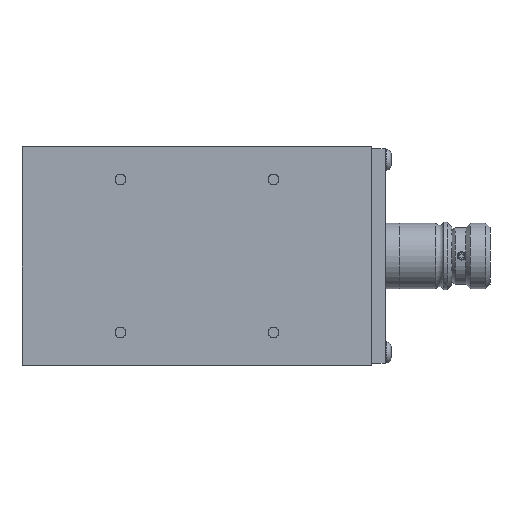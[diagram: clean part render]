
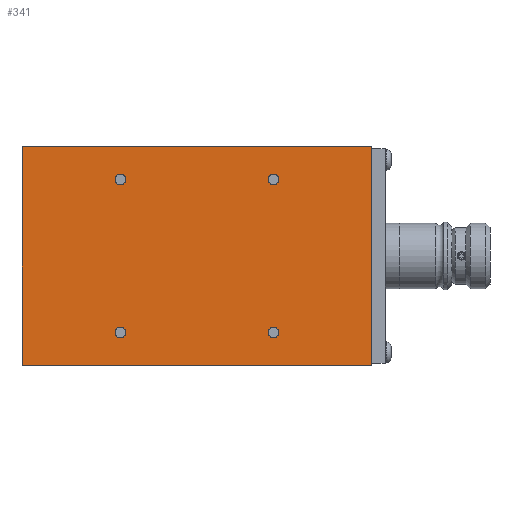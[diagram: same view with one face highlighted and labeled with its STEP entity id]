
A CAD part, top view. The second image highlights one B-rep face of the part: STEP entity #341.
In plain terms, the highlighted face is planar.
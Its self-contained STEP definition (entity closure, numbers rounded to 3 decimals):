
#341 = ADVANCED_FACE( '', ( #744, #745, #746, #747, #748 ), #749, .F. );
#744 = FACE_BOUND( '', #1322, .T. );
#745 = FACE_BOUND( '', #1323, .T. );
#746 = FACE_BOUND( '', #1324, .T. );
#747 = FACE_BOUND( '', #1325, .T. );
#748 = FACE_OUTER_BOUND( '', #1326, .T. );
#749 = PLANE( '', #1327 );
#1322 = EDGE_LOOP( '', ( #1996 ) );
#1323 = EDGE_LOOP( '', ( #1997 ) );
#1324 = EDGE_LOOP( '', ( #1998 ) );
#1325 = EDGE_LOOP( '', ( #1999 ) );
#1326 = EDGE_LOOP( '', ( #2000, #2001, #2002, #2003 ) );
#1327 = AXIS2_PLACEMENT_3D( '', #2004, #2005, #2006 );
#1996 = ORIENTED_EDGE( '', *, *, #3124, .T. );
#1997 = ORIENTED_EDGE( '', *, *, #3059, .T. );
#1998 = ORIENTED_EDGE( '', *, *, #3125, .T. );
#1999 = ORIENTED_EDGE( '', *, *, #3126, .T. );
#2000 = ORIENTED_EDGE( '', *, *, #3127, .T. );
#2001 = ORIENTED_EDGE( '', *, *, #3128, .F. );
#2002 = ORIENTED_EDGE( '', *, *, #3129, .F. );
#2003 = ORIENTED_EDGE( '', *, *, #3130, .T. );
#2004 = CARTESIAN_POINT( '', ( 160., 20., -50. ) );
#2005 = DIRECTION( '', ( 0., -1., 0. ) );
#2006 = DIRECTION( '', ( 0., 0., -1. ) );
#3059 = EDGE_CURVE( '', #3541, #3541, #3542, .T. );
#3124 = EDGE_CURVE( '', #3648, #3648, #3649, .T. );
#3125 = EDGE_CURVE( '', #3650, #3650, #3651, .T. );
#3126 = EDGE_CURVE( '', #3652, #3652, #3653, .T. );
#3127 = EDGE_CURVE( '', #3654, #3655, #3656, .T. );
#3128 = EDGE_CURVE( '', #3657, #3655, #3658, .T. );
#3129 = EDGE_CURVE( '', #3659, #3657, #3660, .T. );
#3130 = EDGE_CURVE( '', #3659, #3654, #3661, .T. );
#3541 = VERTEX_POINT( '', #4286 );
#3542 = CIRCLE( '', #4287, 2.459 );
#3648 = VERTEX_POINT( '', #4431 );
#3649 = CIRCLE( '', #4432, 2.459 );
#3650 = VERTEX_POINT( '', #4433 );
#3651 = CIRCLE( '', #4434, 2.459 );
#3652 = VERTEX_POINT( '', #4435 );
#3653 = CIRCLE( '', #4436, 2.459 );
#3654 = VERTEX_POINT( '', #4437 );
#3655 = VERTEX_POINT( '', #4438 );
#3656 = LINE( '', #4439, #4440 );
#3657 = VERTEX_POINT( '', #4441 );
#3658 = LINE( '', #4442, #4443 );
#3659 = VERTEX_POINT( '', #4444 );
#3660 = LINE( '', #4445, #4446 );
#3661 = LINE( '', #4447, #4448 );
#4286 = CARTESIAN_POINT( '', ( 115., 20., 32.542 ) );
#4287 = AXIS2_PLACEMENT_3D( '', #5099, #5100, #5101 );
#4431 = CARTESIAN_POINT( '', ( 45., 20., -37.459 ) );
#4432 = AXIS2_PLACEMENT_3D( '', #5173, #5174, #5175 );
#4433 = CARTESIAN_POINT( '', ( 115., 20., -37.459 ) );
#4434 = AXIS2_PLACEMENT_3D( '', #5176, #5177, #5178 );
#4435 = CARTESIAN_POINT( '', ( 45., 20., 32.542 ) );
#4436 = AXIS2_PLACEMENT_3D( '', #5179, #5180, #5181 );
#4437 = CARTESIAN_POINT( '', ( 0., 20., -50. ) );
#4438 = CARTESIAN_POINT( '', ( 0., 20., 50. ) );
#4439 = CARTESIAN_POINT( '', ( 0., 20., -50. ) );
#4440 = VECTOR( '', #5182, 1000. );
#4441 = CARTESIAN_POINT( '', ( 160., 20., 50. ) );
#4442 = CARTESIAN_POINT( '', ( 160., 20., 50. ) );
#4443 = VECTOR( '', #5183, 1000. );
#4444 = CARTESIAN_POINT( '', ( 160., 20., -50. ) );
#4445 = CARTESIAN_POINT( '', ( 160., 20., -50. ) );
#4446 = VECTOR( '', #5184, 1000. );
#4447 = CARTESIAN_POINT( '', ( 160., 20., -50. ) );
#4448 = VECTOR( '', #5185, 1000. );
#5099 = CARTESIAN_POINT( '', ( 115., 20., 35. ) );
#5100 = DIRECTION( '', ( 0., -1., 0. ) );
#5101 = DIRECTION( '', ( 0., 0., -1. ) );
#5173 = CARTESIAN_POINT( '', ( 45., 20., -35. ) );
#5174 = DIRECTION( '', ( 0., -1., 0. ) );
#5175 = DIRECTION( '', ( 0., 0., -1. ) );
#5176 = CARTESIAN_POINT( '', ( 115., 20., -35. ) );
#5177 = DIRECTION( '', ( 0., -1., 0. ) );
#5178 = DIRECTION( '', ( 0., 0., -1. ) );
#5179 = CARTESIAN_POINT( '', ( 45., 20., 35. ) );
#5180 = DIRECTION( '', ( 0., -1., 0. ) );
#5181 = DIRECTION( '', ( 0., 0., -1. ) );
#5182 = DIRECTION( '', ( 0., 0., 1. ) );
#5183 = DIRECTION( '', ( -1., 0., 0. ) );
#5184 = DIRECTION( '', ( 0., 0., 1. ) );
#5185 = DIRECTION( '', ( -1., 0., 0. ) );
